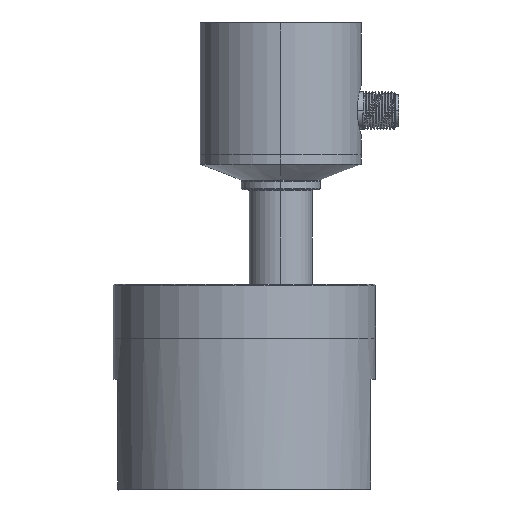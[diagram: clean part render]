
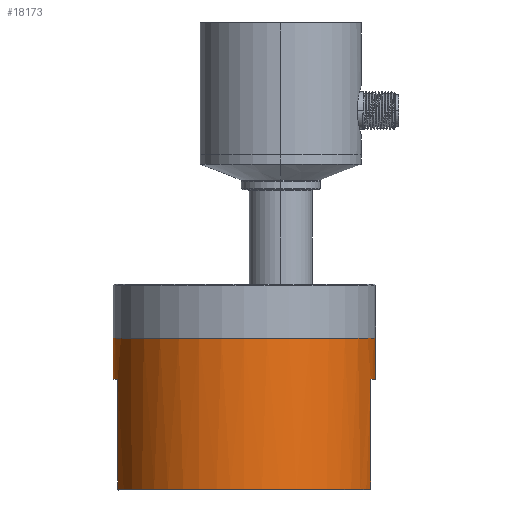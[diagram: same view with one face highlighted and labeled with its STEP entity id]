
A CAD part, left-side view. The second image highlights one B-rep face of the part: STEP entity #18173.
In plain terms, the highlighted cylindrical face has radius 41.5 mm (diameter 83 mm), a partial arc.
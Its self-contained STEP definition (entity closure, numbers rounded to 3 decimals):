
#396 = LINE ( 'NONE', #21030, #31084 ) ;
#528 = DIRECTION ( 'NONE',  ( 0., 0., 1. ) ) ;
#720 = VERTEX_POINT ( 'NONE', #18819 ) ;
#1111 = CARTESIAN_POINT ( 'NONE',  ( 33.108, -25.123, -32.2 ) ) ;
#1757 = LINE ( 'NONE', #28597, #24119 ) ;
#2250 = CIRCLE ( 'NONE', #16530, 41.5 ) ;
#2455 = CARTESIAN_POINT ( 'NONE',  ( -8.94, -40.588, -32.2 ) ) ;
#3046 = CIRCLE ( 'NONE', #30793, 41.5 ) ;
#3984 = ORIENTED_EDGE ( 'NONE', *, *, #15360, .T. ) ;
#4485 = VERTEX_POINT ( 'NONE', #27689 ) ;
#4608 = CARTESIAN_POINT ( 'NONE',  ( 40., -11.057, -32.2 ) ) ;
#5868 = CARTESIAN_POINT ( 'NONE',  ( 0., 0., 2.5 ) ) ;
#5923 = CARTESIAN_POINT ( 'NONE',  ( 2.25, -41.5, -32.2 ) ) ;
#6034 = CARTESIAN_POINT ( 'NONE',  ( 17.467, -37.712, -32.2 ) ) ;
#6933 = VERTEX_POINT ( 'NONE', #28414 ) ;
#7005 = CIRCLE ( 'NONE', #17371, 41.5 ) ;
#7282 = CARTESIAN_POINT ( 'NONE',  ( 39.401, -13.225, -32.2 ) ) ;
#7286 = VECTOR ( 'NONE', #7786, 1000. ) ;
#7581 = CARTESIAN_POINT ( 'NONE',  ( -23.343, -34.386, -32.2 ) ) ;
#7593 = CARTESIAN_POINT ( 'NONE',  ( 0., 0., -32.5 ) ) ;
#7786 = DIRECTION ( 'NONE',  ( 0., 0., 1. ) ) ;
#8161 = CARTESIAN_POINT ( 'NONE',  ( 40., -11.057, -32.2 ) ) ;
#8188 = DIRECTION ( 'NONE',  ( 0.964, -0.266, 0. ) ) ;
#8294 = DIRECTION ( 'NONE',  ( 0., 0., 1. ) ) ;
#8687 = DIRECTION ( 'NONE',  ( -1., 0., 0. ) ) ;
#8845 = LINE ( 'NONE', #19095, #31180 ) ;
#9086 = ORIENTED_EDGE ( 'NONE', *, *, #31418, .T. ) ;
#9666 = CARTESIAN_POINT ( 'NONE',  ( -31.695, -26.883, -32.2 ) ) ;
#10004 = VERTEX_POINT ( 'NONE', #23312 ) ;
#10143 = FACE_OUTER_BOUND ( 'NONE', #30903, .T. ) ;
#10785 = EDGE_CURVE ( 'NONE', #22582, #4485, #396, .T. ) ;
#10822 = DIRECTION ( 'NONE',  ( 0., 0., 1. ) ) ;
#11327 = CYLINDRICAL_SURFACE ( 'NONE', #32966, 41.5 ) ;
#12196 = CARTESIAN_POINT ( 'NONE',  ( -33.108, -25.123, -32.2 ) ) ;
#12307 = CARTESIAN_POINT ( 'NONE',  ( -11.13, -40.043, -32.2 ) ) ;
#12476 = CARTESIAN_POINT ( 'NONE',  ( -40., -11.057, -32.2 ) ) ;
#13196 = VERTEX_POINT ( 'NONE', #12476 ) ;
#13457 = EDGE_CURVE ( 'NONE', #25566, #19508, #2250, .T. ) ;
#13776 = CARTESIAN_POINT ( 'NONE',  ( 31.695, -26.884, -32.2 ) ) ;
#14798 = CARTESIAN_POINT ( 'NONE',  ( -2.25, -41.5, -32.2 ) ) ;
#15127 = CARTESIAN_POINT ( 'NONE',  ( -40., -11.057, -32.2 ) ) ;
#15360 = EDGE_CURVE ( 'NONE', #6933, #19508, #1757, .T. ) ;
#16131 = CARTESIAN_POINT ( 'NONE',  ( 11.13, -40.043, -32.2 ) ) ;
#16248 = CARTESIAN_POINT ( 'NONE',  ( 23.343, -34.386, -32.2 ) ) ;
#16530 = AXIS2_PLACEMENT_3D ( 'NONE', #26145, #10822, #18562 ) ;
#17371 = AXIS2_PLACEMENT_3D ( 'NONE', #23664, #28997, #8687 ) ;
#17600 = CARTESIAN_POINT ( 'NONE',  ( -36.739, -19.431, -32.2 ) ) ;
#17706 = CARTESIAN_POINT ( 'NONE',  ( -21.442, -35.603, -32.2 ) ) ;
#17995 = EDGE_CURVE ( 'NONE', #28477, #22582, #30249, .T. ) ;
#18173 = ADVANCED_FACE ( 'NONE', ( #10143 ), #11327, .T. ) ;
#18562 = DIRECTION ( 'NONE',  ( -1., 0., 0. ) ) ;
#18695 = ORIENTED_EDGE ( 'NONE', *, *, #29335, .F. ) ;
#18819 = CARTESIAN_POINT ( 'NONE',  ( -40., -11.057, 2.5 ) ) ;
#18836 = CARTESIAN_POINT ( 'NONE',  ( 21.442, -35.603, -32.2 ) ) ;
#18938 = CARTESIAN_POINT ( 'NONE',  ( 35.63, -21.397, -32.2 ) ) ;
#18949 = ORIENTED_EDGE ( 'NONE', *, *, #26506, .T. ) ;
#19095 = CARTESIAN_POINT ( 'NONE',  ( -41.5, 0., 2.5 ) ) ;
#19424 = ORIENTED_EDGE ( 'NONE', *, *, #17995, .T. ) ;
#19508 = VERTEX_POINT ( 'NONE', #22608 ) ;
#20075 = CARTESIAN_POINT ( 'NONE',  ( -35.63, -21.397, -32.2 ) ) ;
#20118 = ORIENTED_EDGE ( 'NONE', *, *, #26975, .T. ) ;
#20301 = EDGE_CURVE ( 'NONE', #13196, #720, #30404, .T. ) ;
#20414 = DIRECTION ( 'NONE',  ( 1., 0., 0. ) ) ;
#21030 = CARTESIAN_POINT ( 'NONE',  ( 40., -11.057, -32.2 ) ) ;
#21175 = CARTESIAN_POINT ( 'NONE',  ( 0., -41.5, -32.2 ) ) ;
#21283 = CARTESIAN_POINT ( 'NONE',  ( 15.394, -38.605, -32.2 ) ) ;
#21391 = CARTESIAN_POINT ( 'NONE',  ( 26.924, -31.661, -32.2 ) ) ;
#21506 = CARTESIAN_POINT ( 'NONE',  ( 36.739, -19.431, -32.2 ) ) ;
#22582 = VERTEX_POINT ( 'NONE', #8161 ) ;
#22608 = CARTESIAN_POINT ( 'NONE',  ( 41.5, 0., 15.487 ) ) ;
#22632 = CARTESIAN_POINT ( 'NONE',  ( -39.401, -13.225, -32.2 ) ) ;
#22747 = CARTESIAN_POINT ( 'NONE',  ( -26.924, -31.661, -32.2 ) ) ;
#23312 = CARTESIAN_POINT ( 'NONE',  ( -41.5, 0., 2.5 ) ) ;
#23590 = DIRECTION ( 'NONE',  ( 0., 0., 1. ) ) ;
#23664 = CARTESIAN_POINT ( 'NONE',  ( 0., 0., 2.5 ) ) ;
#24119 = VECTOR ( 'NONE', #8294, 1000. ) ;
#24966 = CARTESIAN_POINT ( 'NONE',  ( -4.5, -41.317, -32.2 ) ) ;
#25413 = CARTESIAN_POINT ( 'NONE',  ( -17.467, -37.712, -32.2 ) ) ;
#25566 = VERTEX_POINT ( 'NONE', #29641 ) ;
#26145 = CARTESIAN_POINT ( 'NONE',  ( 0., 0., 15.487 ) ) ;
#26506 = EDGE_CURVE ( 'NONE', #4485, #6933, #3046, .T. ) ;
#26975 = EDGE_CURVE ( 'NONE', #10004, #720, #7005, .T. ) ;
#27689 = CARTESIAN_POINT ( 'NONE',  ( 40., -11.057, 2.5 ) ) ;
#27766 = CARTESIAN_POINT ( 'NONE',  ( -38.624, -15.345, -32.2 ) ) ;
#27884 = CARTESIAN_POINT ( 'NONE',  ( -15.394, -38.605, -32.2 ) ) ;
#27995 = CARTESIAN_POINT ( 'NONE',  ( -40., -11.057, -32.2 ) ) ;
#27997 = CARTESIAN_POINT ( 'NONE',  ( 0., -41.5, -32.2 ) ) ;
#28414 = CARTESIAN_POINT ( 'NONE',  ( 41.5, 0., 2.5 ) ) ;
#28477 = VERTEX_POINT ( 'NONE', #29203 ) ;
#28597 = CARTESIAN_POINT ( 'NONE',  ( 41.5, 0., 2.5 ) ) ;
#28874 = CARTESIAN_POINT ( 'NONE',  ( 4.5, -41.317, -32.2 ) ) ;
#28997 = DIRECTION ( 'NONE',  ( 0., 0., 1. ) ) ;
#29086 = CARTESIAN_POINT ( 'NONE',  ( 28.603, -30.152, -32.2 ) ) ;
#29203 = CARTESIAN_POINT ( 'NONE',  ( 0., -41.5, -32.2 ) ) ;
#29243 = ORIENTED_EDGE ( 'NONE', *, *, #10785, .T. ) ;
#29244 = DIRECTION ( 'NONE',  ( 0., 0., 1. ) ) ;
#29335 = EDGE_CURVE ( 'NONE', #10004, #25566, #8845, .T. ) ;
#29421 = ORIENTED_EDGE ( 'NONE', *, *, #13457, .F. ) ;
#29641 = CARTESIAN_POINT ( 'NONE',  ( -41.5, 0., 15.487 ) ) ;
#30097 = CARTESIAN_POINT ( 'NONE',  ( -28.603, -30.152, -32.2 ) ) ;
#30249 = B_SPLINE_CURVE_WITH_KNOTS ( 'NONE', 3,
 ( #21175, #5923, #28874, #31409, #16131, #21283, #6034, #18836, #16248, #21391, #29086, #13776, #1111, #18938, #21506, #32538, #7282, #4608 ),
 .UNSPECIFIED., .F., .F.,
 ( 4, 2, 2, 2, 2, 2, 2, 2, 4 ),
 ( 0.5, 0.562, 0.625, 0.687, 0.75, 0.812, 0.875, 0.937, 1. ),
 .UNSPECIFIED. ) ;
#30404 = LINE ( 'NONE', #27995, #7286 ) ;
#30547 = DIRECTION ( 'NONE',  ( 0., 0., 1. ) ) ;
#30596 = ORIENTED_EDGE ( 'NONE', *, *, #20301, .F. ) ;
#30793 = AXIS2_PLACEMENT_3D ( 'NONE', #5868, #23590, #8188 ) ;
#30903 = EDGE_LOOP ( 'NONE', ( #18695, #20118, #30596, #9086, #19424, #29243, #18949, #3984, #29421 ) ) ;
#31084 = VECTOR ( 'NONE', #528, 1000. ) ;
#31180 = VECTOR ( 'NONE', #29244, 1000. ) ;
#31409 = CARTESIAN_POINT ( 'NONE',  ( 8.94, -40.588, -32.2 ) ) ;
#31418 = EDGE_CURVE ( 'NONE', #13196, #28477, #32237, .T. ) ;
#32237 = B_SPLINE_CURVE_WITH_KNOTS ( 'NONE', 3,
 ( #15127, #22632, #27766, #17600, #20075, #12196, #9666, #30097, #22747, #7581, #17706, #25413, #27884, #12307, #2455, #24966, #14798, #27997 ),
 .UNSPECIFIED., .F., .F.,
 ( 4, 2, 2, 2, 2, 2, 2, 2, 4 ),
 ( 0., 0.062, 0.125, 0.187, 0.25, 0.312, 0.375, 0.437, 0.5 ),
 .UNSPECIFIED. ) ;
#32538 = CARTESIAN_POINT ( 'NONE',  ( 38.624, -15.345, -32.2 ) ) ;
#32966 = AXIS2_PLACEMENT_3D ( 'NONE', #7593, #30547, #20414 ) ;
